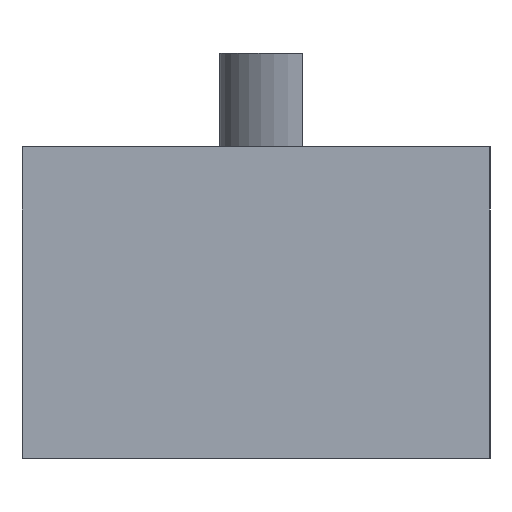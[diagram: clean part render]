
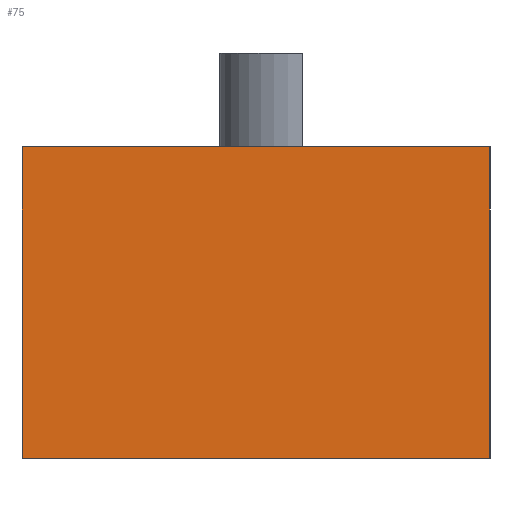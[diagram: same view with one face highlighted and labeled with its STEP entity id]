
A CAD part, left-side view. The second image highlights one B-rep face of the part: STEP entity #75.
In plain terms, the highlighted planar face has unit normal (-1, 0, 0).
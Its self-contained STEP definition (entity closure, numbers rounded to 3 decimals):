
#75 = ADVANCED_FACE( '', ( #95 ), #96, .F. );
#95 = FACE_OUTER_BOUND( '', #148, .T. );
#96 = PLANE( '', #149 );
#148 = EDGE_LOOP( '', ( #201, #202, #203, #204 ) );
#149 = AXIS2_PLACEMENT_3D( '', #205, #206, #207 );
#201 = ORIENTED_EDGE( '', *, *, #318, .T. );
#202 = ORIENTED_EDGE( '', *, *, #319, .F. );
#203 = ORIENTED_EDGE( '', *, *, #320, .F. );
#204 = ORIENTED_EDGE( '', *, *, #321, .T. );
#205 = CARTESIAN_POINT( '', ( -40., 22.5, 30. ) );
#206 = DIRECTION( '', ( 1., 0., 0. ) );
#207 = DIRECTION( '', ( 0., 0., -1. ) );
#318 = EDGE_CURVE( '', #348, #349, #350, .T. );
#319 = EDGE_CURVE( '', #351, #349, #352, .T. );
#320 = EDGE_CURVE( '', #353, #351, #354, .T. );
#321 = EDGE_CURVE( '', #353, #348, #355, .T. );
#348 = VERTEX_POINT( '', #402 );
#349 = VERTEX_POINT( '', #403 );
#350 = LINE( '', #404, #405 );
#351 = VERTEX_POINT( '', #406 );
#352 = LINE( '', #407, #408 );
#353 = VERTEX_POINT( '', #409 );
#354 = LINE( '', #410, #411 );
#355 = LINE( '', #412, #413 );
#402 = CARTESIAN_POINT( '', ( -40., 22.5, 0. ) );
#403 = CARTESIAN_POINT( '', ( -40., -22.5, 0. ) );
#404 = CARTESIAN_POINT( '', ( -40., 22.5, 0. ) );
#405 = VECTOR( '', #472, 1000. );
#406 = CARTESIAN_POINT( '', ( -40., -22.5, 30. ) );
#407 = CARTESIAN_POINT( '', ( -40., -22.5, 30. ) );
#408 = VECTOR( '', #473, 1000. );
#409 = CARTESIAN_POINT( '', ( -40., 22.5, 30. ) );
#410 = CARTESIAN_POINT( '', ( -40., 22.5, 30. ) );
#411 = VECTOR( '', #474, 1000. );
#412 = CARTESIAN_POINT( '', ( -40., 22.5, 30. ) );
#413 = VECTOR( '', #475, 1000. );
#472 = DIRECTION( '', ( 0., -1., 0. ) );
#473 = DIRECTION( '', ( 0., 0., -1. ) );
#474 = DIRECTION( '', ( 0., -1., 0. ) );
#475 = DIRECTION( '', ( 0., 0., -1. ) );
